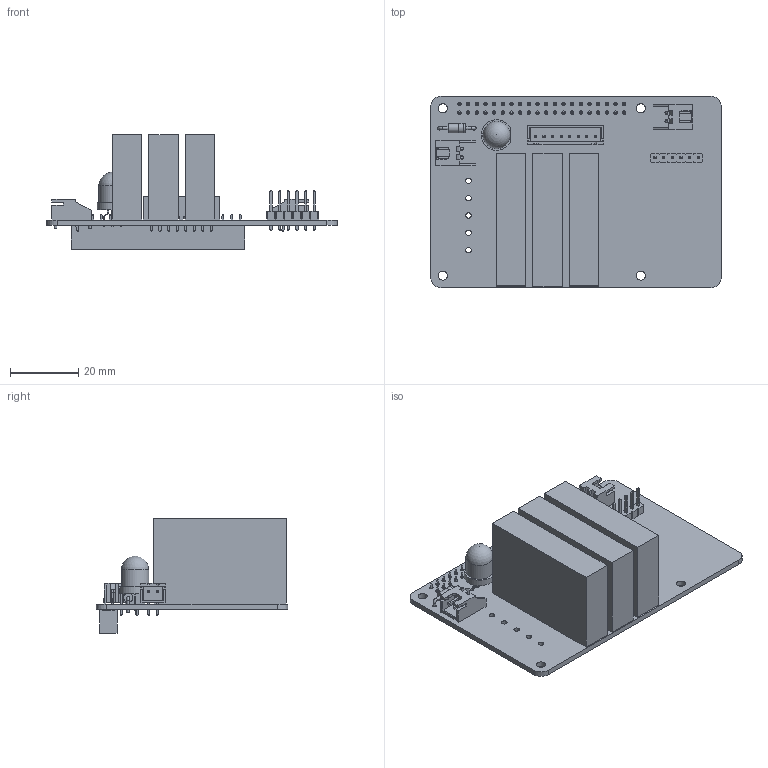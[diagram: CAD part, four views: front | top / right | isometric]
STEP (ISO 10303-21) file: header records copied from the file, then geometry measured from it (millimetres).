
FILE_DESCRIPTION(('FreeCAD Model'),'2;1');
FILE_NAME('Pi_HAT_MACHINECLIENT.step','2019-10-10T20:31:24',('Author'),(''), 'Open CASCADE STEP processor 7.2','FreeCAD','Unknown');
FILE_SCHEMA(('AUTOMOTIVE_DESIGN { 1 0 10303 214 1 1 1 1 }'));
Length unit declared in the file: millimetre
Products named in the file (18): Pi_HAT_MACHINECLIENT; Board_Geoms; Local_CS; Pcb; PCB_Sketch; Step_Models; Top; D1_LED_D8.0mm-3_5D8EB93B; Interlock1_KF0602D_v1_5D7CC7F0; Filter_Signal1_KF0602D_v1_5D7CA7D1; Filter_Power1_KF0602D_v1_5D7CC558; Alarm1_JST_S02B_XH_A_1_5D69834A; ISNS20_PinHeader_1x06_P254mm_Vertical_5D698320; RFID1_JST_B08B_XH_A_5D7CA9B4; Screen1_JST_S02B_XH_A_1_5D58924C; D2_D_DO-41_SOD81_P10.16mm_Horizontal_5D8EB95A; Bot; J2_PinSocket_2x20_P254mm_Vertical_5D58A8F6
Assembly tree (17 placements, depth 4):
  Pi_HAT_MACHINECLIENT
    Board_Geoms
      Local_CS
      Pcb
      PCB_Sketch
    Step_Models
      Top
        D1_LED_D8.0mm-3_5D8EB93B
        Interlock1_KF0602D_v1_5D7CC7F0
        Filter_Signal1_KF0602D_v1_5D7CA7D1
        Filter_Power1_KF0602D_v1_5D7CC558
        Alarm1_JST_S02B_XH_A_1_5D69834A
        ISNS20_PinHeader_1x06_P254mm_Vertical_5D698320
        RFID1_JST_B08B_XH_A_5D7CA9B4
        Screen1_JST_S02B_XH_A_1_5D58924C
        D2_D_DO-41_SOD81_P10.16mm_Horizontal_5D8EB95A
      Bot
        J2_PinSocket_2x20_P254mm_Vertical_5D58A8F6
Bounding box: 85 x 56 x 33.6 mm (x, y, z)
Volume: 35917.8 mm3; surface area: 24419.4 mm2
Topology: 11 solids, 11 shells, 2002 faces, 5170 edges, 3360 vertices
Faces by surface type: plane 1877, cylinder 114, extrusion 8, torus 2, sphere 1
Full cylindrical faces by diameter (mm): 0.8 x4, 0.9 x4, 0.95 x8, 1 x50, 1.1 x2, 1.3 x12, 1.6 x5, 2.7 x6, 2.72 x1, 8 x1
Entity records: 73469 total; most frequent: CARTESIAN_POINT 10645, ORIENTED_EDGE 10322, DIRECTION 9409, EDGE_CURVE 5161, VECTOR 4921, LINE 4913, VERTEX_POINT 3344, FACE_BOUND 2336
